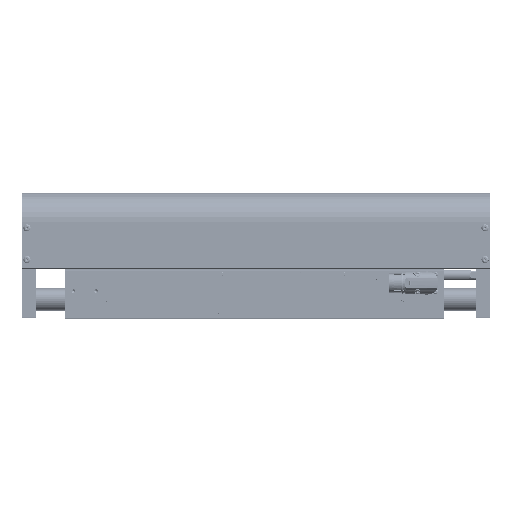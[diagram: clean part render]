
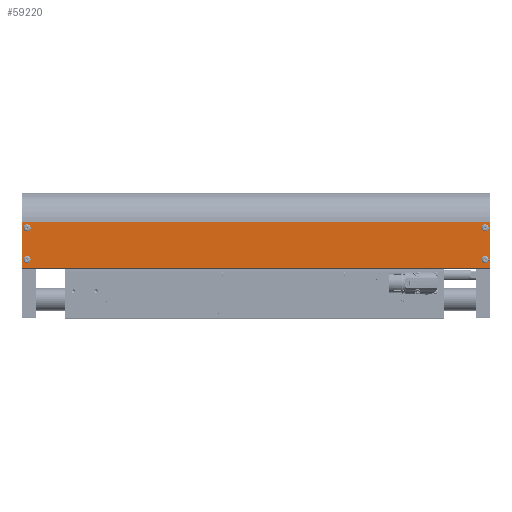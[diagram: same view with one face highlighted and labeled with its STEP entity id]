
A CAD part, top view. The second image highlights one B-rep face of the part: STEP entity #59220.
In plain terms, the highlighted face is planar.
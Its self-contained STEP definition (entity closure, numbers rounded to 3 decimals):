
#1240 = CARTESIAN_POINT ( 'NONE',  ( -32., -7., 7.4 ) ) ;
#6632 = EDGE_CURVE ( 'NONE', #44639, #54489, #143124, .T. ) ;
#6947 = DIRECTION ( 'NONE',  ( -1., 0., 0. ) ) ;
#7480 = VECTOR ( 'NONE', #25404, 1000. ) ;
#8201 = ORIENTED_EDGE ( 'NONE', *, *, #163200, .T. ) ;
#16482 = ORIENTED_EDGE ( 'NONE', *, *, #143148, .F. ) ;
#16902 = CIRCLE ( 'NONE', #129555, 2.4 ) ;
#25404 = DIRECTION ( 'NONE',  ( 0., -1., 0. ) ) ;
#25732 = EDGE_LOOP ( 'NONE', ( #8201, #124902, #85551, #94956 ) ) ;
#28792 = CIRCLE ( 'NONE', #31974, 2.4 ) ;
#30534 = VECTOR ( 'NONE', #149699, 1000. ) ;
#31974 = AXIS2_PLACEMENT_3D ( 'NONE', #96716, #170213, #123978 ) ;
#35305 = CARTESIAN_POINT ( 'NONE',  ( -32., -42., 5. ) ) ;
#37035 = EDGE_CURVE ( 'NONE', #39171, #54489, #123612, .T. ) ;
#39171 = VERTEX_POINT ( 'NONE', #128750 ) ;
#41405 = PLANE ( 'NONE',  #168715 ) ;
#42333 = FACE_BOUND ( 'NONE', #180510, .T. ) ;
#44639 = VERTEX_POINT ( 'NONE', #157055 ) ;
#50206 = ORIENTED_EDGE ( 'NONE', *, *, #184135, .F. ) ;
#51928 = AXIS2_PLACEMENT_3D ( 'NONE', #35305, #6947, #144010 ) ;
#54489 = VERTEX_POINT ( 'NONE', #106968 ) ;
#55129 = CARTESIAN_POINT ( 'NONE',  ( -32., 0., 517. ) ) ;
#56735 = EDGE_CURVE ( 'NONE', #67417, #67417, #138682, .T. ) ;
#59220 = ADVANCED_FACE ( 'NONE', ( #179389, #150065, #59439, #90612, #42333 ), #41405, .F. ) ;
#59439 = FACE_OUTER_BOUND ( 'NONE', #25732, .T. ) ;
#61521 = CARTESIAN_POINT ( 'NONE',  ( -32., 0., 0. ) ) ;
#67417 = VERTEX_POINT ( 'NONE', #158024 ) ;
#73551 = AXIS2_PLACEMENT_3D ( 'NONE', #88258, #89266, #105384 ) ;
#76174 = EDGE_LOOP ( 'NONE', ( #50206 ) ) ;
#85551 = ORIENTED_EDGE ( 'NONE', *, *, #37035, .F. ) ;
#87603 = EDGE_LOOP ( 'NONE', ( #112438 ) ) ;
#87812 = VECTOR ( 'NONE', #190409, 1000. ) ;
#88258 = CARTESIAN_POINT ( 'NONE',  ( -32., -42., 512. ) ) ;
#89266 = DIRECTION ( 'NONE',  ( -1., 0., 0. ) ) ;
#90612 = FACE_BOUND ( 'NONE', #76174, .T. ) ;
#94956 = ORIENTED_EDGE ( 'NONE', *, *, #130190, .T. ) ;
#95787 = DIRECTION ( 'NONE',  ( -1., 0., 0. ) ) ;
#96716 = CARTESIAN_POINT ( 'NONE',  ( -32., -7., 512. ) ) ;
#102455 = LINE ( 'NONE', #55129, #30534 ) ;
#104792 = DIRECTION ( 'NONE',  ( 0., 1., 0. ) ) ;
#104832 = ORIENTED_EDGE ( 'NONE', *, *, #56735, .F. ) ;
#105384 = DIRECTION ( 'NONE',  ( 0., 0., 1. ) ) ;
#106968 = CARTESIAN_POINT ( 'NONE',  ( -32., -51.5, 517. ) ) ;
#107493 = CARTESIAN_POINT ( 'NONE',  ( -32., 0., 517. ) ) ;
#111064 = VERTEX_POINT ( 'NONE', #140224 ) ;
#112438 = ORIENTED_EDGE ( 'NONE', *, *, #196582, .F. ) ;
#117631 = EDGE_LOOP ( 'NONE', ( #104832 ) ) ;
#119863 = CARTESIAN_POINT ( 'NONE',  ( -32., 0., 517. ) ) ;
#123612 = LINE ( 'NONE', #107493, #165889 ) ;
#123978 = DIRECTION ( 'NONE',  ( 0., 0., 1. ) ) ;
#124902 = ORIENTED_EDGE ( 'NONE', *, *, #6632, .T. ) ;
#128750 = CARTESIAN_POINT ( 'NONE',  ( -32., 0., 517. ) ) ;
#129555 = AXIS2_PLACEMENT_3D ( 'NONE', #172286, #95787, #156151 ) ;
#130190 = EDGE_CURVE ( 'NONE', #39171, #175968, #102455, .T. ) ;
#134701 = DIRECTION ( 'NONE',  ( 0., -1., 0. ) ) ;
#138682 = CIRCLE ( 'NONE', #51928, 2.4 ) ;
#139180 = VERTEX_POINT ( 'NONE', #1240 ) ;
#140224 = CARTESIAN_POINT ( 'NONE',  ( -32., -7., 514.4 ) ) ;
#141705 = VERTEX_POINT ( 'NONE', #170964 ) ;
#143124 = LINE ( 'NONE', #162189, #87812 ) ;
#143148 = EDGE_CURVE ( 'NONE', #139180, #139180, #16902, .T. ) ;
#144010 = DIRECTION ( 'NONE',  ( 0., 0., 1. ) ) ;
#149699 = DIRECTION ( 'NONE',  ( 0., 0., -1. ) ) ;
#150065 = FACE_BOUND ( 'NONE', #87603, .T. ) ;
#156151 = DIRECTION ( 'NONE',  ( 0., 0., 1. ) ) ;
#157055 = CARTESIAN_POINT ( 'NONE',  ( -32., -51.5, 0. ) ) ;
#158024 = CARTESIAN_POINT ( 'NONE',  ( -32., -42., 7.4 ) ) ;
#160492 = CIRCLE ( 'NONE', #73551, 2.4 ) ;
#162189 = CARTESIAN_POINT ( 'NONE',  ( -32., -51.5, 517. ) ) ;
#163200 = EDGE_CURVE ( 'NONE', #175968, #44639, #195471, .T. ) ;
#165246 = CARTESIAN_POINT ( 'NONE',  ( -32., 0., 0. ) ) ;
#165889 = VECTOR ( 'NONE', #134701, 1000. ) ;
#168715 = AXIS2_PLACEMENT_3D ( 'NONE', #119863, #180316, #104792 ) ;
#170213 = DIRECTION ( 'NONE',  ( -1., 0., 0. ) ) ;
#170964 = CARTESIAN_POINT ( 'NONE',  ( -32., -42., 514.4 ) ) ;
#172286 = CARTESIAN_POINT ( 'NONE',  ( -32., -7., 5. ) ) ;
#175968 = VERTEX_POINT ( 'NONE', #61521 ) ;
#179389 = FACE_BOUND ( 'NONE', #117631, .T. ) ;
#180316 = DIRECTION ( 'NONE',  ( 1., 0., 0. ) ) ;
#180510 = EDGE_LOOP ( 'NONE', ( #16482 ) ) ;
#184135 = EDGE_CURVE ( 'NONE', #111064, #111064, #28792, .T. ) ;
#190409 = DIRECTION ( 'NONE',  ( 0., 0., 1. ) ) ;
#195471 = LINE ( 'NONE', #165246, #7480 ) ;
#196582 = EDGE_CURVE ( 'NONE', #141705, #141705, #160492, .T. ) ;
